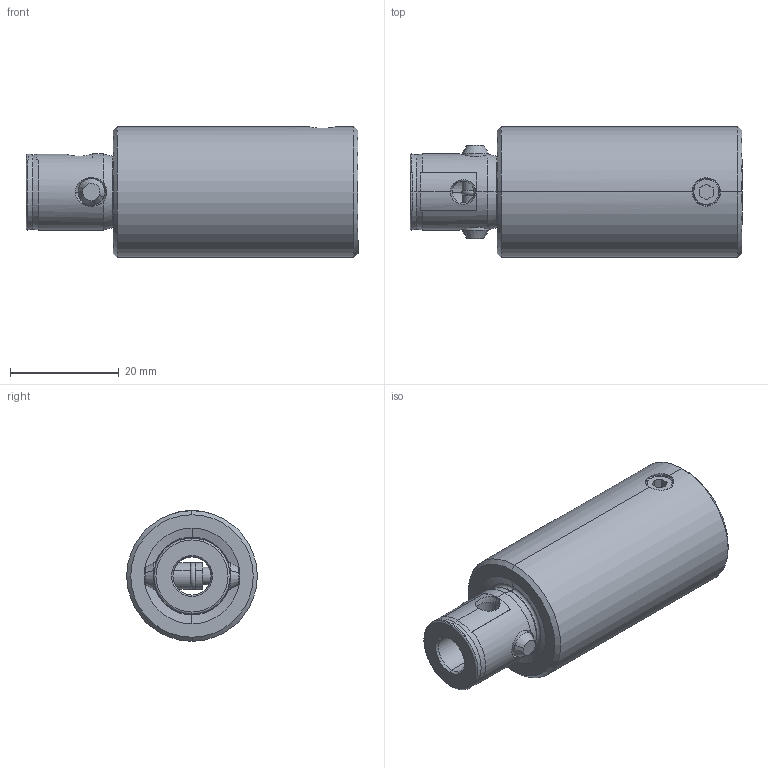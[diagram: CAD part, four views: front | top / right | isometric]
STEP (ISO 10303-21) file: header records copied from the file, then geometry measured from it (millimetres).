
FILE_DESCRIPTION (( 'STEP AP214' ), '1' );
FILE_NAME ('11.331.221.STEP', '2015-06-08T14:13:01', ( '' ), ( '' ), 'SwSTEP 2.0', 'SolidWorks 2015', '' );
FILE_SCHEMA (( 'AUTOMOTIVE_DESIGN' ));
Length unit declared in the file: millimetre
Products named in the file (6): 10.691.50X_10.691.502; 691-50XRing_10.691.502Ring; 10.690.43X_10.690.432; 11.331.221_11.331.221; 11.331.221
Assembly tree (5 placements, depth 3):
  11.331.221
    11.331.221_11.331.221
    10.690.43X_10.690.432
    10.691.50X_10.691.502
      10.691.50X_10.691.502
      691-50XRing_10.691.502Ring
Bounding box: 61 x 24 x 24 mm (x, y, z)
Volume: 18184 mm3; surface area: 7212.3 mm2
Topology: 4 solids, 4 shells, 122 faces, 282 edges, 168 vertices
Faces by surface type: cylinder 40, cone 39, plane 35, torus 8
Entity records: 4175 total; most frequent: CARTESIAN_POINT 1131, DIRECTION 629, ORIENTED_EDGE 564, EDGE_CURVE 282, AXIS2_PLACEMENT_3D 252, VERTEX_POINT 168, EDGE_LOOP 134, VECTOR 125
